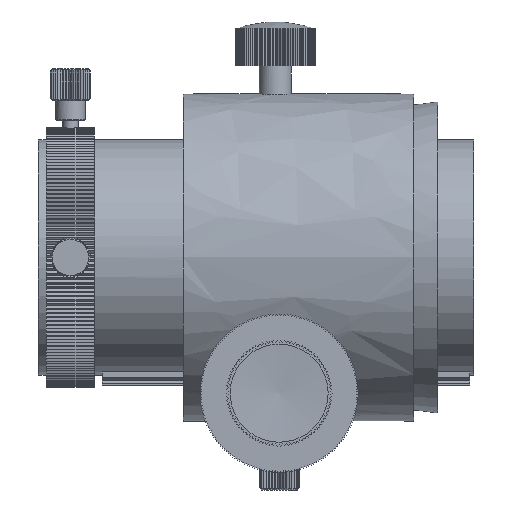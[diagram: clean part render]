
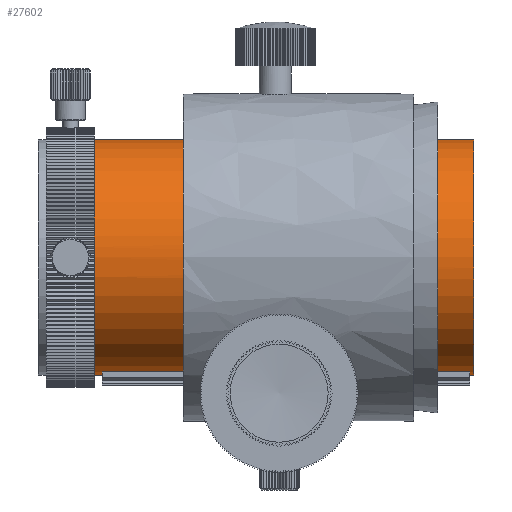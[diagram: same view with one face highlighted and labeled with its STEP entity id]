
A CAD part, left-side view. The second image highlights one B-rep face of the part: STEP entity #27602.
In plain terms, the highlighted free-form (B-spline) face has degree [2, 1] with [9, 2] control points.
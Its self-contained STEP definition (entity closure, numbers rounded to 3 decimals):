
#27586 = EDGE_CURVE('',#27587,#27587,#27589,.T.);
#27587 = VERTEX_POINT('',#27588);
#27588 = CARTESIAN_POINT('',(-25.358,68.769,
    0.));
#27589 = ( BOUNDED_CURVE() B_SPLINE_CURVE(2,(#27590,#27591,#27592,#27593
    ,#27594,#27595,#27596),.UNSPECIFIED.,.T.,.F.) 
B_SPLINE_CURVE_WITH_KNOTS((3,2,2,3),(3.142,5.236,
7.33,9.425),.PIECEWISE_BEZIER_KNOTS.) CURVE() 
GEOMETRIC_REPRESENTATION_ITEM() RATIONAL_B_SPLINE_CURVE((1.,0.5,1.,0.5,
1.,0.5,1.)) REPRESENTATION_ITEM('') );
#27590 = CARTESIAN_POINT('',(-25.358,68.769,
    0.));
#27591 = CARTESIAN_POINT('',(-25.358,68.769,
    -43.922));
#27592 = CARTESIAN_POINT('',(12.679,68.769,
    -21.961));
#27593 = CARTESIAN_POINT('',(50.717,68.769,
    0.));
#27594 = CARTESIAN_POINT('',(12.679,68.769,
    21.961));
#27595 = CARTESIAN_POINT('',(-25.358,68.769,
    43.922));
#27596 = CARTESIAN_POINT('',(-25.358,68.769,
    0.));
#27602 = ADVANCED_FACE('',(#27603),#27624,.T.);
#27603 = FACE_BOUND('',#27604,.T.);
#27604 = EDGE_LOOP('',(#27605,#27606,#27613,#27623));
#27605 = ORIENTED_EDGE('',*,*,#27586,.T.);
#27606 = ORIENTED_EDGE('',*,*,#27607,.T.);
#27607 = EDGE_CURVE('',#27587,#27608,#27610,.T.);
#27608 = VERTEX_POINT('',#27609);
#27609 = CARTESIAN_POINT('',(-25.358,-12.894,
    0.));
#27610 = B_SPLINE_CURVE_WITH_KNOTS('',1,(#27611,#27612),.UNSPECIFIED.,
  .F.,.F.,(2,2),(-95.,0.),.PIECEWISE_BEZIER_KNOTS.);
#27611 = CARTESIAN_POINT('',(-25.358,68.769,
    0.));
#27612 = CARTESIAN_POINT('',(-25.358,-12.894,
    0.));
#27613 = ORIENTED_EDGE('',*,*,#27614,.T.);
#27614 = EDGE_CURVE('',#27608,#27608,#27615,.T.);
#27615 = ( BOUNDED_CURVE() B_SPLINE_CURVE(2,(#27616,#27617,#27618,#27619
    ,#27620,#27621,#27622),.UNSPECIFIED.,.T.,.F.) 
B_SPLINE_CURVE_WITH_KNOTS((3,2,2,3),(3.142,5.236,
7.33,9.425),.PIECEWISE_BEZIER_KNOTS.) CURVE() 
GEOMETRIC_REPRESENTATION_ITEM() RATIONAL_B_SPLINE_CURVE((1.,0.5,1.,0.5,
1.,0.5,1.)) REPRESENTATION_ITEM('') );
#27616 = CARTESIAN_POINT('',(-25.358,-12.894,
    0.));
#27617 = CARTESIAN_POINT('',(-25.358,-12.894,
    43.922));
#27618 = CARTESIAN_POINT('',(12.679,-12.894,
    21.961));
#27619 = CARTESIAN_POINT('',(50.717,-12.894,
    0.));
#27620 = CARTESIAN_POINT('',(12.679,-12.894,
    -21.961));
#27621 = CARTESIAN_POINT('',(-25.358,-12.894,
    -43.922));
#27622 = CARTESIAN_POINT('',(-25.358,-12.894,
    0.));
#27623 = ORIENTED_EDGE('',*,*,#27607,.F.);
#27624 = ( BOUNDED_SURFACE() B_SPLINE_SURFACE(2,1,(
    (#27625,#27626)
    ,(#27627,#27628)
    ,(#27629,#27630)
    ,(#27631,#27632)
    ,(#27633,#27634)
    ,(#27635,#27636)
    ,(#27637,#27638)
    ,(#27639,#27640)
    ,(#27641,#27642
)),.UNSPECIFIED.,.T.,.F.,.F.) B_SPLINE_SURFACE_WITH_KNOTS((3,2,2,2,3),(2
    ,2),(-3.142,-2.094,0.,2.094,3.142)
,(0.,95.),.UNSPECIFIED.) GEOMETRIC_REPRESENTATION_ITEM() 
RATIONAL_B_SPLINE_SURFACE((
    (0.75,0.75)
    ,(0.75,0.75)
    ,(1.,1.)
    ,(0.5,0.5)
    ,(1.,1.)
    ,(0.5,0.5)
    ,(1.,1.)
    ,(0.75,0.75)
,(0.75,0.75))) REPRESENTATION_ITEM('') SURFACE() );
#27625 = CARTESIAN_POINT('',(-25.358,-12.894,
    0.));
#27626 = CARTESIAN_POINT('',(-25.358,68.769,
    0.));
#27627 = CARTESIAN_POINT('',(-25.358,-12.894,
    14.641));
#27628 = CARTESIAN_POINT('',(-25.358,68.769,
    14.641));
#27629 = CARTESIAN_POINT('',(-12.679,-12.894,
    21.961));
#27630 = CARTESIAN_POINT('',(-12.679,68.769,
    21.961));
#27631 = CARTESIAN_POINT('',(25.358,-12.894,
    43.922));
#27632 = CARTESIAN_POINT('',(25.358,68.769,
    43.922));
#27633 = CARTESIAN_POINT('',(25.358,-12.894,0.));
#27634 = CARTESIAN_POINT('',(25.358,68.769,0.));
#27635 = CARTESIAN_POINT('',(25.358,-12.894,
    -43.922));
#27636 = CARTESIAN_POINT('',(25.358,68.769,
    -43.922));
#27637 = CARTESIAN_POINT('',(-12.679,-12.894,
    -21.961));
#27638 = CARTESIAN_POINT('',(-12.679,68.769,
    -21.961));
#27639 = CARTESIAN_POINT('',(-25.358,-12.894,
    -14.641));
#27640 = CARTESIAN_POINT('',(-25.358,68.769,
    -14.641));
#27641 = CARTESIAN_POINT('',(-25.358,-12.894,
    0.));
#27642 = CARTESIAN_POINT('',(-25.358,68.769,
    0.));
